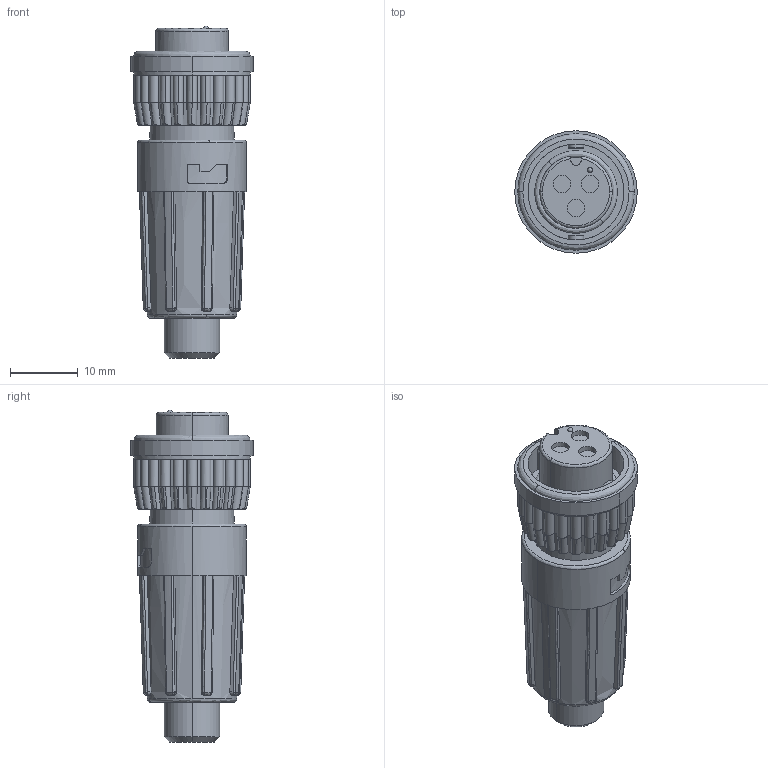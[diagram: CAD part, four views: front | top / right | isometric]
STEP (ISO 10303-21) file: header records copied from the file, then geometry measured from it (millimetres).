
FILE_DESCRIPTION (( 'STEP AP203' ), '1' );
FILE_NAME ('6382-3SG-5XX.STEP', '2017-04-06T20:53:19', ( '' ), ( '' ), 'SwSTEP 2.0', 'SolidWorks 2014', '' );
FILE_SCHEMA (( 'CONFIG_CONTROL_DESIGN' ));
Length unit declared in the file: inch
Products named in the file (1): 6382-3SG-5XX
Bounding box: 18.03 x 18.03 x 48.87 mm (x, y, z)
Volume: 6739.9 mm3; surface area: 3831.1 mm2
Topology: 1 solids, 1 shells, 401 faces, 1086 edges, 685 vertices
Faces by surface type: cylinder 198, bspline 103, plane 94, cone 6
Entity records: 18858 total; most frequent: CARTESIAN_POINT 10271, ORIENTED_EDGE 2140, DIRECTION 1386, EDGE_CURVE 1070, VERTEX_POINT 685, AXIS2_PLACEMENT_3D 537, EDGE_LOOP 415, ADVANCED_FACE 401
